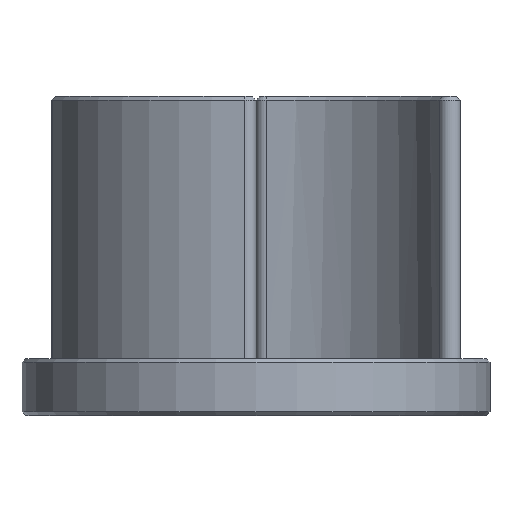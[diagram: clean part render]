
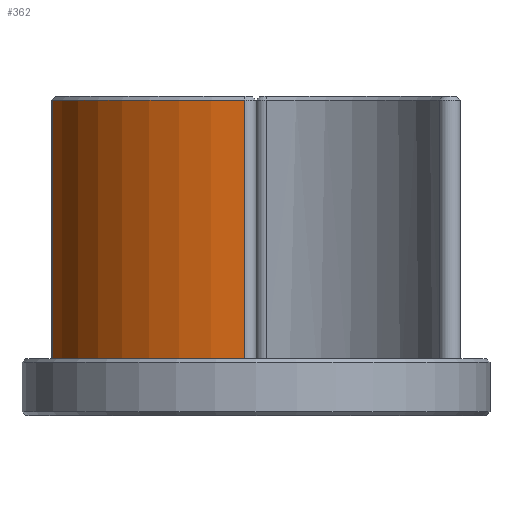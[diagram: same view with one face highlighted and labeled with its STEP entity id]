
A CAD part, front view. The second image highlights one B-rep face of the part: STEP entity #362.
In plain terms, the highlighted cylindrical face has radius 29.5 mm (diameter 59 mm), a partial arc.
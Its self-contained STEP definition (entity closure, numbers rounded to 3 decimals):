
#18=CYLINDRICAL_SURFACE('',#428,29.5);
#43=FACE_OUTER_BOUND('',#67,.T.);
#67=EDGE_LOOP('',(#303,#304,#305,#306));
#93=LINE('',#660,#114);
#94=LINE('',#661,#115);
#114=VECTOR('',#545,10.);
#115=VECTOR('',#546,10.);
#126=CIRCLE('',#394,29.5);
#147=CIRCLE('',#427,29.5);
#157=VERTEX_POINT('',#587);
#158=VERTEX_POINT('',#589);
#174=VERTEX_POINT('',#641);
#178=VERTEX_POINT('',#652);
#189=EDGE_CURVE('',#157,#158,#126,.F.);
#225=EDGE_CURVE('',#174,#178,#147,.T.);
#226=EDGE_CURVE('',#158,#174,#93,.T.);
#227=EDGE_CURVE('',#178,#157,#94,.T.);
#303=ORIENTED_EDGE('',*,*,#225,.F.);
#304=ORIENTED_EDGE('',*,*,#226,.F.);
#305=ORIENTED_EDGE('',*,*,#189,.F.);
#306=ORIENTED_EDGE('',*,*,#227,.F.);
#362=ADVANCED_FACE('',(#43),#18,.T.);
#394=AXIS2_PLACEMENT_3D('',#590,#460,#461);
#427=AXIS2_PLACEMENT_3D('',#658,#541,#542);
#428=AXIS2_PLACEMENT_3D('',#659,#543,#544);
#460=DIRECTION('center_axis',(0.,0.,
1.));
#461=DIRECTION('ref_axis',(-1.,0.,0.));
#541=DIRECTION('center_axis',(0.,0.,
1.));
#542=DIRECTION('ref_axis',(-1.,0.,0.));
#543=DIRECTION('center_axis',(0.,0.,
1.));
#544=DIRECTION('ref_axis',(-1.,0.,0.));
#545=DIRECTION('',(0.,0.,1.));
#546=DIRECTION('',(0.,0.,-1.));
#587=CARTESIAN_POINT('',(10.686,-59.349,-55.5));
#589=CARTESIAN_POINT('',(-16.469,-36.563,-55.5));
#590=CARTESIAN_POINT('Origin',(12.266,-29.892,-55.5));
#641=CARTESIAN_POINT('',(-16.469,-36.563,-19.));
#652=CARTESIAN_POINT('',(10.686,-59.349,-19.));
#658=CARTESIAN_POINT('Origin',(12.266,-29.892,-19.));
#659=CARTESIAN_POINT('Origin',(12.266,-29.892,-59.5));
#660=CARTESIAN_POINT('',(-16.469,-36.563,-59.5));
#661=CARTESIAN_POINT('',(10.686,-59.349,-59.5));
